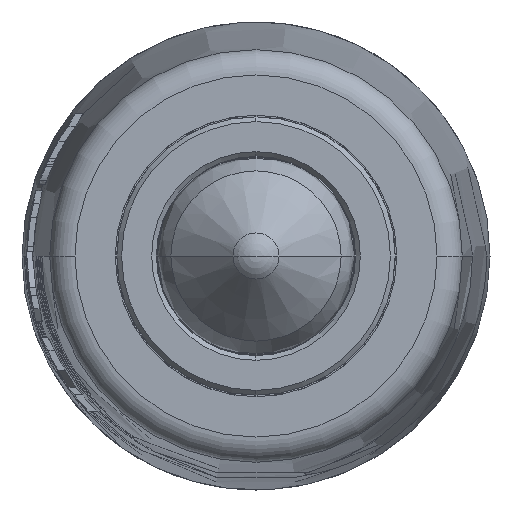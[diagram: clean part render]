
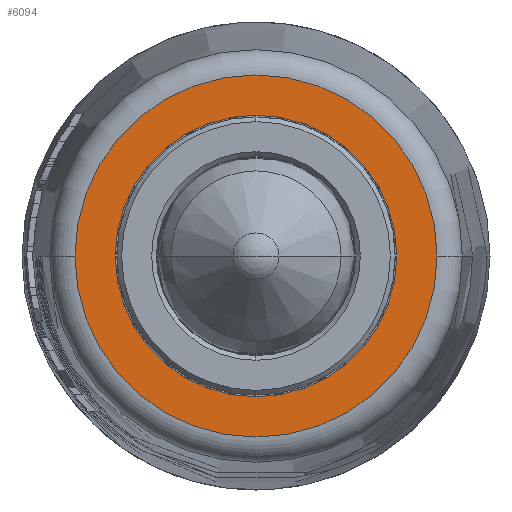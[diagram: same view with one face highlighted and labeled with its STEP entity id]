
A CAD part, left-side view. The second image highlights one B-rep face of the part: STEP entity #6094.
In plain terms, the highlighted planar face has unit normal (-1, 0, 0).
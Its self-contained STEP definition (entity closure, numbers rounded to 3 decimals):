
#2618=CARTESIAN_POINT('',(1.55,0.,0.));
#2619=DIRECTION('',(-1.,0.,0.));
#2620=DIRECTION('',(0.,-1.,0.));
#2621=AXIS2_PLACEMENT_3D('',#2618,#2619,#2620);
#2623=CARTESIAN_POINT('',(1.55,0.,0.));
#2624=DIRECTION('',(-1.,0.,0.));
#2625=DIRECTION('',(0.,1.,0.));
#2626=AXIS2_PLACEMENT_3D('',#2623,#2624,#2625);
#2638=CARTESIAN_POINT('',(1.55,0.,0.));
#2639=DIRECTION('',(1.,0.,0.));
#2640=DIRECTION('',(0.,1.,0.));
#2641=AXIS2_PLACEMENT_3D('',#2638,#2639,#2640);
#2670=CARTESIAN_POINT('',(1.55,0.,0.));
#2671=DIRECTION('',(-1.,0.,0.));
#2672=DIRECTION('',(0.,1.,0.));
#2673=AXIS2_PLACEMENT_3D('',#2670,#2671,#2672);
#3513=CARTESIAN_POINT('',(1.55,4.45,0.));
#3514=CARTESIAN_POINT('',(1.55,-4.45,0.));
#3515=VERTEX_POINT('',#3513);
#3516=VERTEX_POINT('',#3514);
#3517=CARTESIAN_POINT('',(1.55,-5.726,0.));
#3518=CARTESIAN_POINT('',(1.55,5.726,0.));
#3519=VERTEX_POINT('',#3517);
#3520=VERTEX_POINT('',#3518);
#6078=CARTESIAN_POINT('',(1.55,0.,0.));
#6079=DIRECTION('',(1.,0.,0.));
#6080=DIRECTION('',(0.,-1.,0.));
#6081=AXIS2_PLACEMENT_3D('',#6078,#6079,#6080);
#6082=PLANE('',#6081);
#6084=ORIENTED_EDGE('',*,*,#6083,.F.);
#6085=ORIENTED_EDGE('',*,*,#6068,.F.);
#6086=EDGE_LOOP('',(#6084,#6085));
#6087=FACE_OUTER_BOUND('',#6086,.F.);
#6089=ORIENTED_EDGE('',*,*,#6088,.F.);
#6091=ORIENTED_EDGE('',*,*,#6090,.T.);
#6092=EDGE_LOOP('',(#6089,#6091));
#6093=FACE_BOUND('',#6092,.F.);
#2622=CIRCLE('',#2621,5.726);
#2627=CIRCLE('',#2626,5.726);
#2642=CIRCLE('',#2641,4.45);
#2674=CIRCLE('',#2673,4.45);
#6068=EDGE_CURVE('',#3520,#3519,#2627,.T.);
#6083=EDGE_CURVE('',#3519,#3520,#2622,.T.);
#6088=EDGE_CURVE('',#3515,#3516,#2642,.T.);
#6090=EDGE_CURVE('',#3515,#3516,#2674,.T.);
#6094=ADVANCED_FACE('',(#6087,#6093),#6082,.F.);
